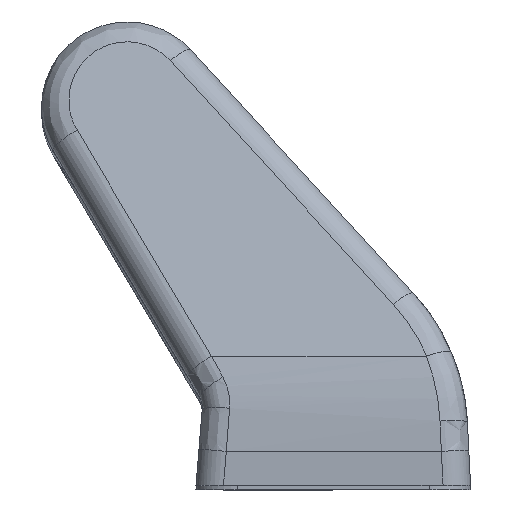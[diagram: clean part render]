
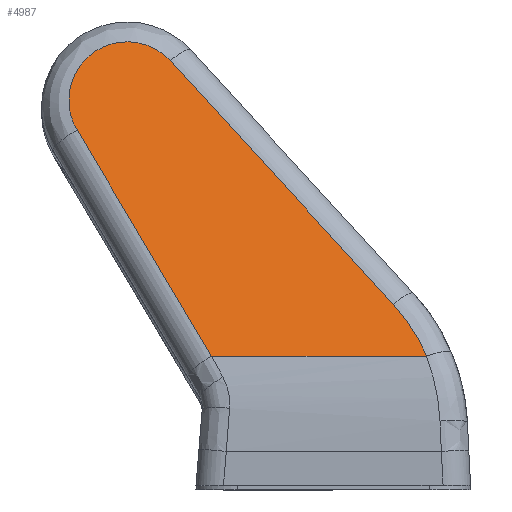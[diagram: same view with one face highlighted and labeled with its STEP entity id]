
A CAD part, top view. The second image highlights one B-rep face of the part: STEP entity #4987.
In plain terms, the highlighted face is planar.
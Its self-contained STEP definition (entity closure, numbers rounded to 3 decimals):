
#535 = CARTESIAN_POINT ( 'NONE',  ( -4.144, 26.376, -8.752 ) ) ;
#549 = CARTESIAN_POINT ( 'NONE',  ( -4.144, 26.376, -8.752 ) ) ;
#550 = CARTESIAN_POINT ( 'NONE',  ( -3.5, 24.141, -10.799 ) ) ;
#551 = CARTESIAN_POINT ( 'NONE',  ( -2.763, 21.586, -12.428 ) ) ;
#552 = CARTESIAN_POINT ( 'NONE',  ( -1.957, 18.787, -13.59 ) ) ;
#553 =( BOUNDED_CURVE ( )  B_SPLINE_CURVE ( 3, ( #552, #551, #550, #549 ),
 .UNSPECIFIED., .F., .T. ) 
 B_SPLINE_CURVE_WITH_KNOTS ( ( 4, 4 ),
 ( 1.964, 2.312 ),
 .UNSPECIFIED. ) 
 CURVE ( )  GEOMETRIC_REPRESENTATION_ITEM ( )  RATIONAL_B_SPLINE_CURVE ( ( 1., 0.99, 0.99, 1. ) ) 
 REPRESENTATION_ITEM ( '' )  );
#614 = CARTESIAN_POINT ( 'NONE',  ( -1.957, 18.787, 17.721 ) ) ;
#615 = DIRECTION ( 'NONE',  ( 0.241, -0.835, -0.496 ) ) ;
#616 = VECTOR ( 'NONE', #615, 1000. ) ;
#617 = CARTESIAN_POINT ( 'NONE',  ( -2.59, 20.984, 19.025 ) ) ;
#618 = LINE ( 'NONE', #617, #616 ) ;
#619 = CARTESIAN_POINT ( 'NONE',  ( -1.957, 18.787, -13.59 ) ) ;
#620 = DIRECTION ( 'NONE',  ( 0., 0., -1. ) ) ;
#621 = VECTOR ( 'NONE', #620, 1000. ) ;
#622 = CARTESIAN_POINT ( 'NONE',  ( -1.957, 18.787, -19.269 ) ) ;
#623 = LINE ( 'NONE', #622, #621 ) ;
#921 = CARTESIAN_POINT ( 'NONE',  ( -11.465, 51.768, 37.308 ) ) ;
#922 = CARTESIAN_POINT ( 'NONE',  ( -14.943, 63.832, 44.473 ) ) ;
#923 = CARTESIAN_POINT ( 'NONE',  ( -17.354, 72.197, 33.208 ) ) ;
#924 = CARTESIAN_POINT ( 'NONE',  ( -14.371, 61.849, 23.731 ) ) ;
#925 =( BOUNDED_CURVE ( )  B_SPLINE_CURVE ( 3, ( #924, #923, #922, #921 ),
 .UNSPECIFIED., .F., .T. ) 
 B_SPLINE_CURVE_WITH_KNOTS ( ( 4, 4 ),
 ( 2.312, 5.248 ),
 .UNSPECIFIED. ) 
 CURVE ( )  GEOMETRIC_REPRESENTATION_ITEM ( )  RATIONAL_B_SPLINE_CURVE ( ( 1., 0.402, 0.402, 1. ) ) 
 REPRESENTATION_ITEM ( '' )  );
#927 = CARTESIAN_POINT ( 'NONE',  ( -11.465, 51.768, 37.308 ) ) ;
#1088 = DIRECTION ( 'NONE',  ( 0.277, -0.961, 0. ) ) ;
#1089 = DIRECTION ( 'NONE',  ( -0.961, -0.277, 0. ) ) ;
#1178 = DIRECTION ( 'NONE',  ( -0.208, 0.721, 0.661 ) ) ;
#1179 = VECTOR ( 'NONE', #1178, 1000. ) ;
#1180 = CARTESIAN_POINT ( 'NONE',  ( -14.224, 61.341, 23.266 ) ) ;
#1185 = LINE ( 'NONE', #1180, #1179 ) ;
#1210 = CARTESIAN_POINT ( 'NONE',  ( -16., 67.5, -45. ) ) ;
#1211 = AXIS2_PLACEMENT_3D ( 'NONE', #1210, #1089, #1088 ) ;
#1212 = PLANE ( 'NONE',  #1211 ) ;
#1213 = FACE_OUTER_BOUND ( 'NONE', #4816, .T. ) ;
#1214 = CARTESIAN_POINT ( 'NONE',  ( -14.371, 61.849, 23.731 ) ) ;
#4725 = ORIENTED_EDGE ( 'NONE', *, *, #4775, .T. ) ;
#4726 = VERTEX_POINT ( 'NONE', #535 ) ;
#4741 = ORIENTED_EDGE ( 'NONE', *, *, #4742, .T. ) ;
#4742 = EDGE_CURVE ( 'NONE', #4746, #4743, #623, .T. ) ;
#4743 = VERTEX_POINT ( 'NONE', #619 ) ;
#4744 = ORIENTED_EDGE ( 'NONE', *, *, #4745, .T. ) ;
#4745 = EDGE_CURVE ( 'NONE', #4896, #4746, #618, .T. ) ;
#4746 = VERTEX_POINT ( 'NONE', #614 ) ;
#4775 = EDGE_CURVE ( 'NONE', #4743, #4726, #553, .T. ) ;
#4816 = EDGE_LOOP ( 'NONE', ( #4894, #4744, #4741, #4725, #4961 ) ) ;
#4894 = ORIENTED_EDGE ( 'NONE', *, *, #4895, .T. ) ;
#4895 = EDGE_CURVE ( 'NONE', #4986, #4896, #925, .T. ) ;
#4896 = VERTEX_POINT ( 'NONE', #927 ) ;
#4961 = ORIENTED_EDGE ( 'NONE', *, *, #4962, .T. ) ;
#4962 = EDGE_CURVE ( 'NONE', #4726, #4986, #1185, .T. ) ;
#4986 = VERTEX_POINT ( 'NONE', #1214 ) ;
#4987 = ADVANCED_FACE ( 'NONE', ( #1213 ), #1212, .F. ) ;
